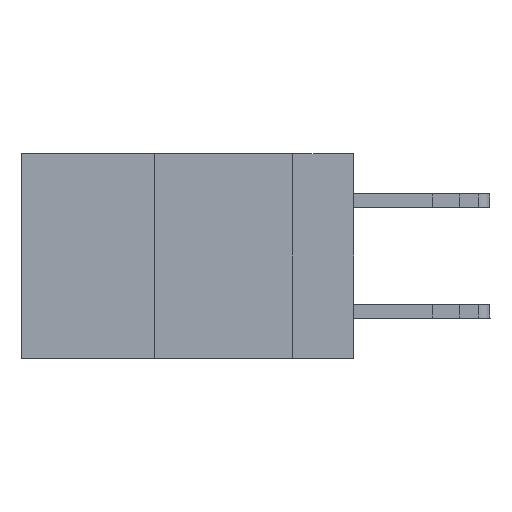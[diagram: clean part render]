
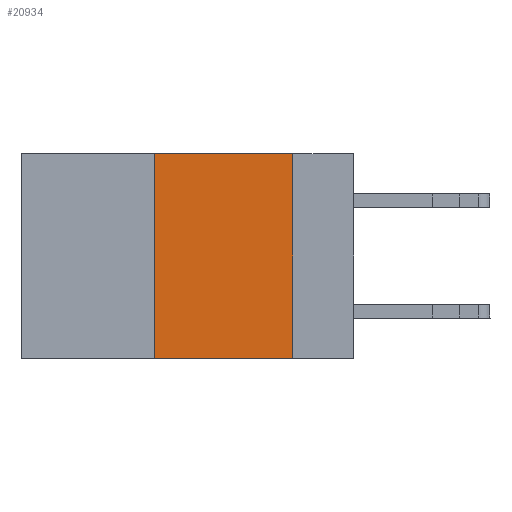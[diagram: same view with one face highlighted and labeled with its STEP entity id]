
A CAD part, left-side view. The second image highlights one B-rep face of the part: STEP entity #20934.
In plain terms, the highlighted planar face has unit normal (-1, 0, 0).
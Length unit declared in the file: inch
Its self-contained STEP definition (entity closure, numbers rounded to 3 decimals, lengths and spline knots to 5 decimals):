
#862 = AXIS2_PLACEMENT_3D ( 'NONE', #22056, #5780, #19532 ) ;
#1460 = LINE ( 'NONE', #13940, #13653 ) ;
#2559 = DIRECTION ( 'NONE',  ( 0., -1., 0. ) ) ;
#2689 = CARTESIAN_POINT ( 'NONE',  ( 0., 0.6, -0.37 ) ) ;
#2734 = ORIENTED_EDGE ( 'NONE', *, *, #3926, .T. ) ;
#3926 = EDGE_CURVE ( 'NONE', #4326, #21614, #6800, .T. ) ;
#4326 = VERTEX_POINT ( 'NONE', #10582 ) ;
#5392 = ORIENTED_EDGE ( 'NONE', *, *, #10287, .F. ) ;
#5780 = DIRECTION ( 'NONE',  ( 1., 0., 0. ) ) ;
#6368 = ORIENTED_EDGE ( 'NONE', *, *, #15272, .F. ) ;
#6800 = LINE ( 'NONE', #2689, #9641 ) ;
#7178 = ORIENTED_EDGE ( 'NONE', *, *, #24913, .F. ) ;
#7882 = CARTESIAN_POINT ( 'NONE',  ( 0., 0.36, 0. ) ) ;
#8283 = VECTOR ( 'NONE', #17991, 39.37008 ) ;
#8918 = VERTEX_POINT ( 'NONE', #19186 ) ;
#9641 = VECTOR ( 'NONE', #2559, 39.37008 ) ;
#10287 = EDGE_CURVE ( 'NONE', #4326, #13184, #1460, .T. ) ;
#10582 = CARTESIAN_POINT ( 'NONE',  ( 0., 0.36, -0.37 ) ) ;
#11046 = EDGE_LOOP ( 'NONE', ( #7178, #6368, #5392, #2734 ) ) ;
#11830 = CARTESIAN_POINT ( 'NONE',  ( 0., 0.6, 0. ) ) ;
#12019 = LINE ( 'NONE', #20174, #13330 ) ;
#13184 = VERTEX_POINT ( 'NONE', #7882 ) ;
#13330 = VECTOR ( 'NONE', #20044, 39.37008 ) ;
#13653 = VECTOR ( 'NONE', #19580, 39.37008 ) ;
#13940 = CARTESIAN_POINT ( 'NONE',  ( 0., 0.36, 0. ) ) ;
#15272 = EDGE_CURVE ( 'NONE', #13184, #8918, #15578, .T. ) ;
#15513 = PLANE ( 'NONE',  #862 ) ;
#15578 = LINE ( 'NONE', #11830, #8283 ) ;
#17991 = DIRECTION ( 'NONE',  ( 0., -1., 0. ) ) ;
#19186 = CARTESIAN_POINT ( 'NONE',  ( 0., 0.11, 0. ) ) ;
#19532 = DIRECTION ( 'NONE',  ( 0., 0., -1. ) ) ;
#19580 = DIRECTION ( 'NONE',  ( 0., 0., 1. ) ) ;
#20044 = DIRECTION ( 'NONE',  ( 0., 0., -1. ) ) ;
#20174 = CARTESIAN_POINT ( 'NONE',  ( 0., 0.11, 0. ) ) ;
#20934 = ADVANCED_FACE ( 'NONE', ( #24057 ), #15513, .F. ) ;
#21614 = VERTEX_POINT ( 'NONE', #23396 ) ;
#22056 = CARTESIAN_POINT ( 'NONE',  ( 0., 0.6, 0. ) ) ;
#23396 = CARTESIAN_POINT ( 'NONE',  ( 0., 0.11, -0.37 ) ) ;
#24057 = FACE_OUTER_BOUND ( 'NONE', #11046, .T. ) ;
#24913 = EDGE_CURVE ( 'NONE', #8918, #21614, #12019, .T. ) ;
